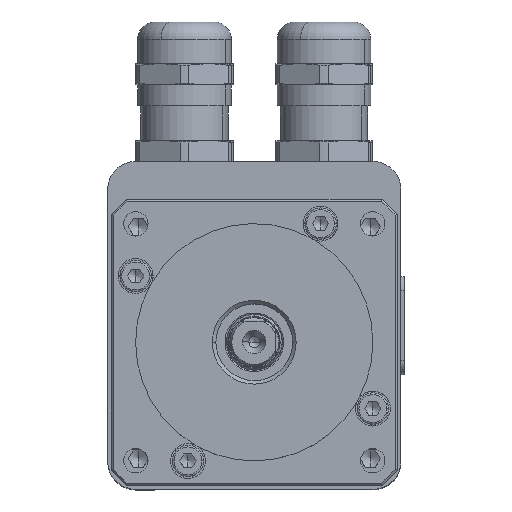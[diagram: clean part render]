
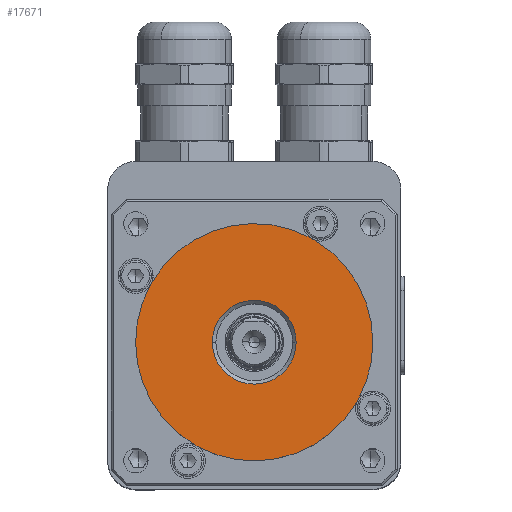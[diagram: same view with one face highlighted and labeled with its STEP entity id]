
A CAD part, top view. The second image highlights one B-rep face of the part: STEP entity #17671.
In plain terms, the highlighted planar face has unit normal (0, 0, 1).
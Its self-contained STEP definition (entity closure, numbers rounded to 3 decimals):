
#2129=CARTESIAN_POINT('',(8.,15.,46.));
#2130=VERTEX_POINT('',#2129);
#2137=CARTESIAN_POINT('',(8.583,14.674,46.));
#2138=VERTEX_POINT('',#2137);
#2139=CARTESIAN_POINT('',(9.5,17.,46.));
#2140=DIRECTION('',(0.0,0.0,-1.0));
#2141=DIRECTION('',(1.0,0.0,0.0));
#2142=AXIS2_PLACEMENT_3D('',#2139,#2140,#2141);
#2143=CIRCLE('',#2142,2.5);
#2144=EDGE_CURVE('',#2138,#2130,#2143,.T.);
#2352=CARTESIAN_POINT('',(-15.,8.,46.));
#2353=VERTEX_POINT('',#2352);
#2360=CARTESIAN_POINT('',(-14.674,8.583,46.));
#2361=VERTEX_POINT('',#2360);
#2362=CARTESIAN_POINT('',(-17.,9.5,46.));
#2363=DIRECTION('',(0.0,0.0,-1.0));
#2364=DIRECTION('',(1.0,0.0,0.0));
#2365=AXIS2_PLACEMENT_3D('',#2362,#2363,#2364);
#2366=CIRCLE('',#2365,2.5);
#2367=EDGE_CURVE('',#2361,#2353,#2366,.T.);
#2394=CARTESIAN_POINT('',(-17.0,0.,46.0));
#2395=VERTEX_POINT('',#2394);
#2411=CARTESIAN_POINT('',(-8.583,-14.674,46.));
#2412=VERTEX_POINT('',#2411);
#2419=CARTESIAN_POINT('',(0.0,0.0,46.));
#2420=DIRECTION('',(0.0,0.0,-1.0));
#2421=DIRECTION('',(-1.0,0.0,0.0));
#2422=AXIS2_PLACEMENT_3D('',#2419,#2420,#2421);
#2423=CIRCLE('',#2422,17.0);
#2424=EDGE_CURVE('',#2412,#2395,#2423,.T.);
#2434=CARTESIAN_POINT('',(17.0,0.,46.0));
#2435=VERTEX_POINT('',#2434);
#2444=CARTESIAN_POINT('',(15.,-8.,46.));
#2445=VERTEX_POINT('',#2444);
#2446=CARTESIAN_POINT('',(0.0,0.0,46.));
#2447=DIRECTION('',(0.0,0.0,-1.0));
#2448=DIRECTION('',(-1.0,0.0,0.0));
#2449=AXIS2_PLACEMENT_3D('',#2446,#2447,#2448);
#2450=CIRCLE('',#2449,17.0);
#2451=EDGE_CURVE('',#2435,#2445,#2450,.T.);
#2646=CARTESIAN_POINT('',(-6.,0.,46.));
#2647=VERTEX_POINT('',#2646);
#2663=CARTESIAN_POINT('',(6.,0.,46.));
#2664=VERTEX_POINT('',#2663);
#2671=CARTESIAN_POINT('',(0.0,0.0,46.));
#2672=DIRECTION('',(0.0,0.0,1.0));
#2673=DIRECTION('',(-1.0,0.0,0.0));
#2674=AXIS2_PLACEMENT_3D('',#2671,#2672,#2673);
#2675=CIRCLE('',#2674,6.);
#2676=EDGE_CURVE('',#2664,#2647,#2675,.T.);
#17600=CARTESIAN_POINT('',(0.0,0.0,46.));
#17601=DIRECTION('',(0.0,0.0,-1.0));
#17602=DIRECTION('',(-1.0,0.0,0.0));
#17603=AXIS2_PLACEMENT_3D('',#17600,#17601,#17602);
#17604=CIRCLE('',#17603,17.0);
#17605=EDGE_CURVE('',#2361,#2130,#17604,.T.);
#17610=CARTESIAN_POINT('',(0.0,0.0,46.));
#17611=DIRECTION('',(0.0,0.0,-1.0));
#17612=DIRECTION('',(-1.0,0.0,0.0));
#17613=AXIS2_PLACEMENT_3D('',#17610,#17611,#17612);
#17614=PLANE('',#17613);
#17615=ORIENTED_EDGE('',*,*,#2144,.T.);
#17616=ORIENTED_EDGE('',*,*,#17605,.F.);
#17617=ORIENTED_EDGE('',*,*,#2367,.T.);
#17618=CARTESIAN_POINT('',(0.0,0.0,46.));
#17619=DIRECTION('',(0.0,0.0,-1.0));
#17620=DIRECTION('',(-1.0,0.0,0.0));
#17621=AXIS2_PLACEMENT_3D('',#17618,#17619,#17620);
#17622=CIRCLE('',#17621,17.0);
#17623=EDGE_CURVE('',#2395,#2353,#17622,.T.);
#17624=ORIENTED_EDGE('',*,*,#17623,.F.);
#17625=ORIENTED_EDGE('',*,*,#2424,.F.);
#17626=CARTESIAN_POINT('',(-8.,-15.,46.));
#17627=VERTEX_POINT('',#17626);
#17628=CARTESIAN_POINT('',(-9.5,-17.,46.));
#17629=DIRECTION('',(0.0,0.0,-1.0));
#17630=DIRECTION('',(1.0,0.0,0.0));
#17631=AXIS2_PLACEMENT_3D('',#17628,#17629,#17630);
#17632=CIRCLE('',#17631,2.5);
#17633=EDGE_CURVE('',#2412,#17627,#17632,.T.);
#17634=ORIENTED_EDGE('',*,*,#17633,.T.);
#17635=CARTESIAN_POINT('',(14.674,-8.583,46.));
#17636=VERTEX_POINT('',#17635);
#17637=CARTESIAN_POINT('',(0.0,0.0,46.));
#17638=DIRECTION('',(0.0,0.0,-1.0));
#17639=DIRECTION('',(-1.0,0.0,0.0));
#17640=AXIS2_PLACEMENT_3D('',#17637,#17638,#17639);
#17641=CIRCLE('',#17640,17.0);
#17642=EDGE_CURVE('',#17636,#17627,#17641,.T.);
#17643=ORIENTED_EDGE('',*,*,#17642,.F.);
#17644=CARTESIAN_POINT('',(17.,-9.5,46.));
#17645=DIRECTION('',(0.0,0.0,-1.0));
#17646=DIRECTION('',(1.0,0.0,0.0));
#17647=AXIS2_PLACEMENT_3D('',#17644,#17645,#17646);
#17648=CIRCLE('',#17647,2.5);
#17649=EDGE_CURVE('',#17636,#2445,#17648,.T.);
#17650=ORIENTED_EDGE('',*,*,#17649,.T.);
#17651=ORIENTED_EDGE('',*,*,#2451,.F.);
#17652=CARTESIAN_POINT('',(0.0,0.0,46.));
#17653=DIRECTION('',(0.0,0.0,-1.0));
#17654=DIRECTION('',(-1.0,0.0,0.0));
#17655=AXIS2_PLACEMENT_3D('',#17652,#17653,#17654);
#17656=CIRCLE('',#17655,17.0);
#17657=EDGE_CURVE('',#2138,#2435,#17656,.T.);
#17658=ORIENTED_EDGE('',*,*,#17657,.F.);
#17659=EDGE_LOOP('',(#17615,#17616,#17617,#17624,#17625,#17634,#17643,#17650,#17651,#17658));
#17660=FACE_OUTER_BOUND('',#17659,.T.);
#17661=ORIENTED_EDGE('',*,*,#2676,.F.);
#17662=CARTESIAN_POINT('',(0.0,0.0,46.));
#17663=DIRECTION('',(0.0,0.0,1.0));
#17664=DIRECTION('',(-1.0,0.0,0.0));
#17665=AXIS2_PLACEMENT_3D('',#17662,#17663,#17664);
#17666=CIRCLE('',#17665,6.);
#17667=EDGE_CURVE('',#2647,#2664,#17666,.T.);
#17668=ORIENTED_EDGE('',*,*,#17667,.F.);
#17669=EDGE_LOOP('',(#17661,#17668));
#17670=FACE_BOUND('',#17669,.T.);
#17671=ADVANCED_FACE('',(#17660,#17670),#17614,.F.);
